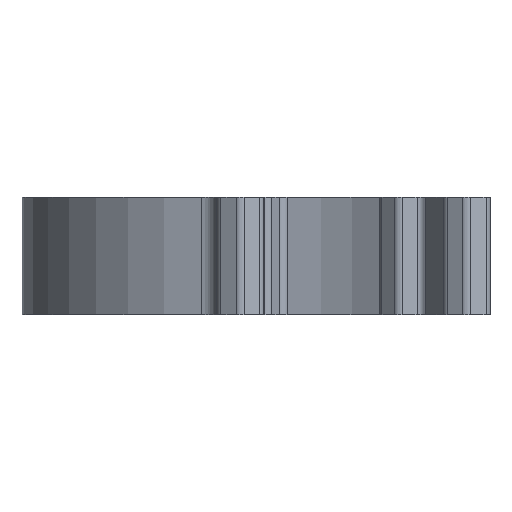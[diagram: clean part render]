
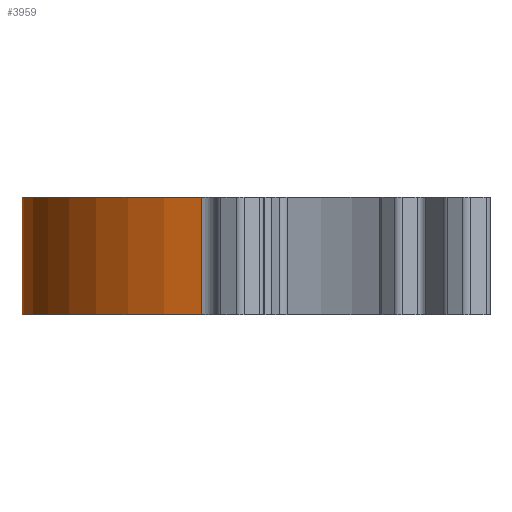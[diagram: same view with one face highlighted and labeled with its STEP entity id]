
A CAD part, front view. The second image highlights one B-rep face of the part: STEP entity #3959.
In plain terms, the highlighted cylindrical face has radius 60 mm (diameter 120 mm), a partial arc.
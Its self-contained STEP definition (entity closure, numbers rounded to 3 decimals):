
#65=CIRCLE('',#4094,60.);
#166=CIRCLE('',#4299,60.);
#229=CYLINDRICAL_SURFACE('',#4301,60.);
#422=FACE_OUTER_BOUND('',#641,.T.);
#641=EDGE_LOOP('',(#3633,#3634,#3635,#3636));
#1077=LINE('',#6508,#1524);
#1088=LINE('',#6536,#1535);
#1524=VECTOR('',#5345,10.);
#1535=VECTOR('',#5386,10.);
#1743=VERTEX_POINT('',#5974);
#1744=VERTEX_POINT('',#5976);
#1915=VERTEX_POINT('',#6506);
#1917=VERTEX_POINT('',#6532);
#2209=EDGE_CURVE('',#1744,#1743,#65,.T.);
#2476=EDGE_CURVE('',#1915,#1743,#1077,.T.);
#2489=EDGE_CURVE('',#1917,#1915,#166,.T.);
#2490=EDGE_CURVE('',#1744,#1917,#1088,.T.);
#3633=ORIENTED_EDGE('',*,*,#2476,.F.);
#3634=ORIENTED_EDGE('',*,*,#2489,.F.);
#3635=ORIENTED_EDGE('',*,*,#2490,.F.);
#3636=ORIENTED_EDGE('',*,*,#2209,.T.);
#3959=ADVANCED_FACE('',(#422),#229,.T.);
#4094=AXIS2_PLACEMENT_3D('',#5977,#4793,#4794);
#4299=AXIS2_PLACEMENT_3D('',#6534,#5382,#5383);
#4301=AXIS2_PLACEMENT_3D('',#6537,#5387,#5388);
#4793=DIRECTION('center_axis',(0.,0.,1.));
#4794=DIRECTION('ref_axis',(1.,0.,0.));
#5345=DIRECTION('',(0.,0.,-1.));
#5382=DIRECTION('center_axis',(0.,0.,1.));
#5383=DIRECTION('ref_axis',(1.,0.,0.));
#5386=DIRECTION('',(0.,0.,1.));
#5387=DIRECTION('center_axis',(0.,0.,1.));
#5388=DIRECTION('ref_axis',(-0.62,0.784,0.));
#5974=CARTESIAN_POINT('',(-13.846,-58.381,5.));
#5976=CARTESIAN_POINT('',(60.,0.,5.));
#5977=CARTESIAN_POINT('Origin',(0.,0.,5.));
#6506=CARTESIAN_POINT('',(-13.846,-58.381,35.));
#6508=CARTESIAN_POINT('',(-13.846,-58.381,0.));
#6532=CARTESIAN_POINT('',(60.,0.,35.));
#6534=CARTESIAN_POINT('Origin',(0.,0.,35.));
#6536=CARTESIAN_POINT('',(60.,0.,0.));
#6537=CARTESIAN_POINT('Origin',(0.,0.,0.));
